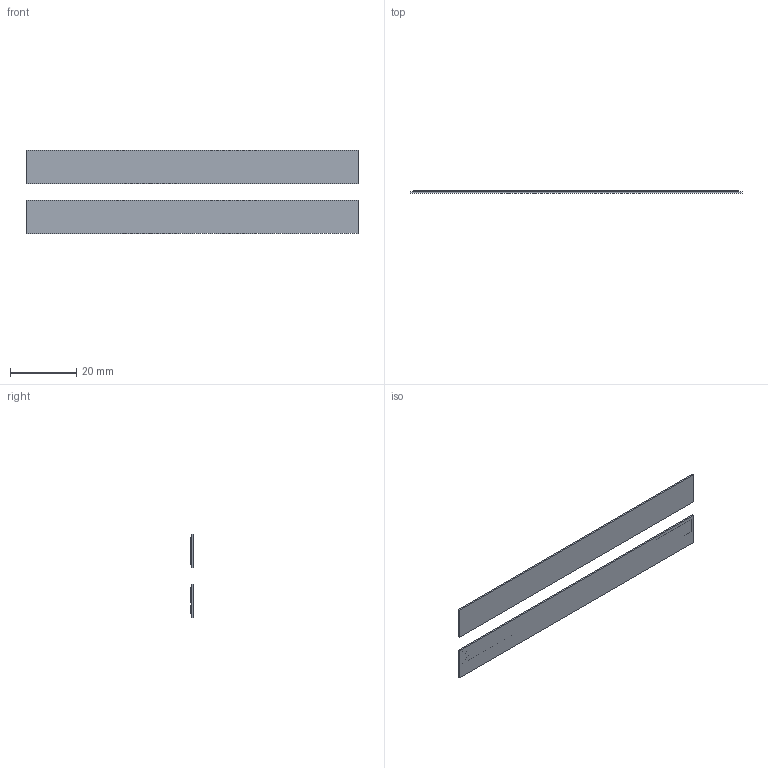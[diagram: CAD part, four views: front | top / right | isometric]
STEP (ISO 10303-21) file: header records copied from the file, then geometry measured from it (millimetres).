
FILE_DESCRIPTION(/* description */ (''),/* implementation_level */ '2;1');
FILE_NAME(/* name */ 'SUZTEAM v3.step',/* time_stamp */ '2021-10-06T21:57:25+02:00',/* author */ (''),/* organization */ (''),/* preprocessor_version */ 'ST-DEVELOPER v18.1',/* originating_system */ 'Autodesk Translation Framework v10.10.0.1391',/* authorisation */ '');
FILE_SCHEMA (('AUTOMOTIVE_DESIGN { 1 0 10303 214 3 1 1 }'));
Length unit declared in the file: millimetre
Products named in the file (1): SUZTEAM
Bounding box: 100 x 0.75 x 25 mm (x, y, z)
Volume: 1025.9 mm3; surface area: 4533.7 mm2
Topology: 2 solids, 13 shells, 1113 faces, 3076 edges, 2056 vertices
Faces by surface type: bspline 587, plane 526
Entity records: 40585 total; most frequent: CARTESIAN_POINT 16225, ORIENTED_EDGE 6072, EDGE_CURVE 3076, DIRECTION 2956, VERTEX_POINT 2056, LINE 1902, VECTOR 1902, EDGE_LOOP 1198
